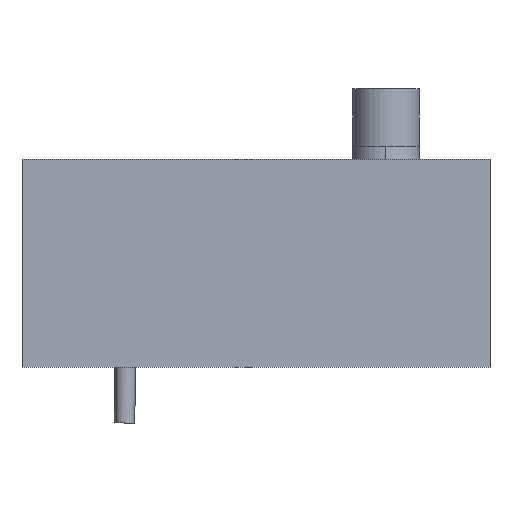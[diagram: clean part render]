
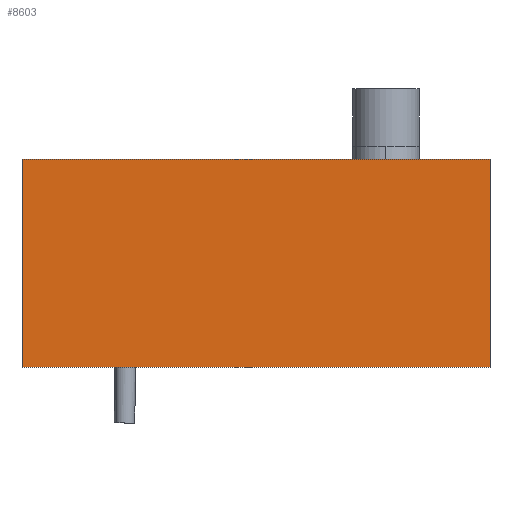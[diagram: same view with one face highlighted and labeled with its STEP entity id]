
A CAD part, front view. The second image highlights one B-rep face of the part: STEP entity #8603.
In plain terms, the highlighted planar face has unit normal (0, -1, 0).
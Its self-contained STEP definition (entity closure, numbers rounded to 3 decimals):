
#1418 = LINE ( 'NONE', #50174, #11227 ) ;
#4979 = VERTEX_POINT ( 'NONE', #16230 ) ;
#5755 = VERTEX_POINT ( 'NONE', #30546 ) ;
#6762 = DIRECTION ( 'NONE',  ( 0., -1., 0. ) ) ;
#8603 = ADVANCED_FACE ( 'NONE', ( #24009 ), #14945, .T. ) ;
#10620 = CARTESIAN_POINT ( 'NONE',  ( -90., 55.3, -40. ) ) ;
#11227 = VECTOR ( 'NONE', #29297, 1000. ) ;
#11889 = LINE ( 'NONE', #33843, #43869 ) ;
#12963 = VERTEX_POINT ( 'NONE', #52020 ) ;
#14000 = EDGE_CURVE ( 'NONE', #45070, #5755, #11889, .T. ) ;
#14945 = PLANE ( 'NONE',  #37762 ) ;
#16230 = CARTESIAN_POINT ( 'NONE',  ( 90., 55.3, 40. ) ) ;
#20607 = EDGE_CURVE ( 'NONE', #5755, #4979, #1418, .T. ) ;
#24009 = FACE_OUTER_BOUND ( 'NONE', #53652, .T. ) ;
#29297 = DIRECTION ( 'NONE',  ( 0., 0., 1. ) ) ;
#30375 = DIRECTION ( 'NONE',  ( -1., 0., 0. ) ) ;
#30546 = CARTESIAN_POINT ( 'NONE',  ( 90., 55.3, -40. ) ) ;
#31728 = CARTESIAN_POINT ( 'NONE',  ( 0., 55.3, 0. ) ) ;
#33225 = ORIENTED_EDGE ( 'NONE', *, *, #20607, .T. ) ;
#33843 = CARTESIAN_POINT ( 'NONE',  ( 90., 55.3, -40. ) ) ;
#35928 = DIRECTION ( 'NONE',  ( 0., 0., -1. ) ) ;
#36032 = VECTOR ( 'NONE', #30375, 1000. ) ;
#37330 = LINE ( 'NONE', #47199, #36032 ) ;
#37762 = AXIS2_PLACEMENT_3D ( 'NONE', #31728, #6762, #35928 ) ;
#37989 = DIRECTION ( 'NONE',  ( 1., 0., 0. ) ) ;
#38012 = ORIENTED_EDGE ( 'NONE', *, *, #49370, .T. ) ;
#38426 = EDGE_CURVE ( 'NONE', #4979, #12963, #37330, .T. ) ;
#42613 = LINE ( 'NONE', #54036, #53703 ) ;
#42762 = ORIENTED_EDGE ( 'NONE', *, *, #38426, .T. ) ;
#43869 = VECTOR ( 'NONE', #37989, 1000. ) ;
#44460 = ORIENTED_EDGE ( 'NONE', *, *, #14000, .T. ) ;
#45070 = VERTEX_POINT ( 'NONE', #10620 ) ;
#47199 = CARTESIAN_POINT ( 'NONE',  ( 90., 55.3, 40. ) ) ;
#49370 = EDGE_CURVE ( 'NONE', #12963, #45070, #42613, .T. ) ;
#50037 = DIRECTION ( 'NONE',  ( 0., 0., -1. ) ) ;
#50174 = CARTESIAN_POINT ( 'NONE',  ( 90., 55.3, 40. ) ) ;
#52020 = CARTESIAN_POINT ( 'NONE',  ( -90., 55.3, 40. ) ) ;
#53652 = EDGE_LOOP ( 'NONE', ( #38012, #44460, #33225, #42762 ) ) ;
#53703 = VECTOR ( 'NONE', #50037, 1000. ) ;
#54036 = CARTESIAN_POINT ( 'NONE',  ( -90., 55.3, 40. ) ) ;
